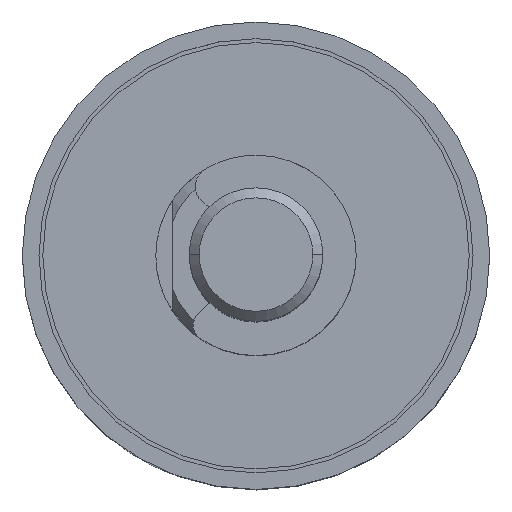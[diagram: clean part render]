
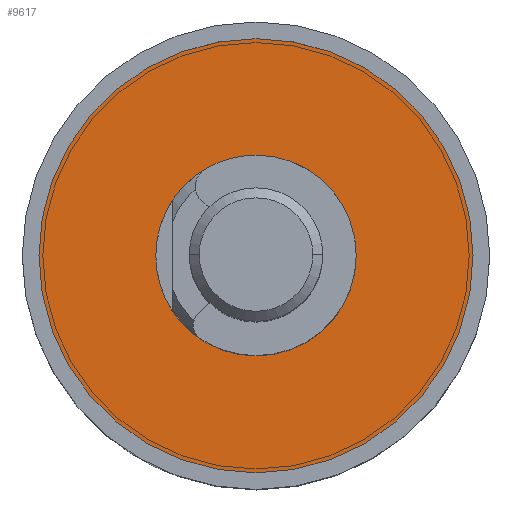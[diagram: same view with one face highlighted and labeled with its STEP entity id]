
A CAD part, top view. The second image highlights one B-rep face of the part: STEP entity #9617.
In plain terms, the highlighted planar face has unit normal (0, 0, 1).
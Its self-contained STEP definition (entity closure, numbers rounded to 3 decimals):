
#92 = DIRECTION ( 'NONE',  ( -1., 0., 0. ) ) ;
#613 = VERTEX_POINT ( 'NONE', #3481 ) ;
#652 = AXIS2_PLACEMENT_3D ( 'NONE', #5042, #4902, #92 ) ;
#998 = PLANE ( 'NONE',  #4478 ) ;
#1139 = DIRECTION ( 'NONE',  ( 1., 0., 0. ) ) ;
#1198 = CARTESIAN_POINT ( 'NONE',  ( -6.5, 0., 0.5 ) ) ;
#1710 = FACE_BOUND ( 'NONE', #7356, .T. ) ;
#1793 = EDGE_CURVE ( 'NONE', #9980, #613, #2341, .T. ) ;
#2070 = EDGE_CURVE ( 'NONE', #9355, #8952, #3482, .T. ) ;
#2341 = CIRCLE ( 'NONE', #3837, 3. ) ;
#2364 = EDGE_LOOP ( 'NONE', ( #6198, #3734 ) ) ;
#2907 = DIRECTION ( 'NONE',  ( -1., 0., 0. ) ) ;
#3042 = CARTESIAN_POINT ( 'NONE',  ( 0., 0., 0.5 ) ) ;
#3200 = CARTESIAN_POINT ( 'NONE',  ( 3., 0., 0.5 ) ) ;
#3481 = CARTESIAN_POINT ( 'NONE',  ( -3., 0., 0.5 ) ) ;
#3482 = CIRCLE ( 'NONE', #8245, 6.5 ) ;
#3600 = CARTESIAN_POINT ( 'NONE',  ( 3., 0., 0.5 ) ) ;
#3690 = DIRECTION ( 'NONE',  ( 0., 0., -1. ) ) ;
#3734 = ORIENTED_EDGE ( 'NONE', *, *, #4399, .T. ) ;
#3837 = AXIS2_PLACEMENT_3D ( 'NONE', #7450, #3690, #2907 ) ;
#4237 = DIRECTION ( 'NONE',  ( 0., 0., 1. ) ) ;
#4399 = EDGE_CURVE ( 'NONE', #8952, #9355, #4703, .T. ) ;
#4478 = AXIS2_PLACEMENT_3D ( 'NONE', #3600, #4237, #1139 ) ;
#4703 = CIRCLE ( 'NONE', #8410, 6.5 ) ;
#4902 = DIRECTION ( 'NONE',  ( 0., 0., -1. ) ) ;
#5042 = CARTESIAN_POINT ( 'NONE',  ( 0., 0., 0.5 ) ) ;
#5177 = CARTESIAN_POINT ( 'NONE',  ( 6.5, 0., 0.5 ) ) ;
#6198 = ORIENTED_EDGE ( 'NONE', *, *, #2070, .T. ) ;
#6380 = ORIENTED_EDGE ( 'NONE', *, *, #10007, .T. ) ;
#6393 = DIRECTION ( 'NONE',  ( 1., 0., 0. ) ) ;
#7114 = DIRECTION ( 'NONE',  ( 0., 0., 1. ) ) ;
#7120 = FACE_OUTER_BOUND ( 'NONE', #2364, .T. ) ;
#7218 = DIRECTION ( 'NONE',  ( 0., 0., 1. ) ) ;
#7356 = EDGE_LOOP ( 'NONE', ( #6380, #9294 ) ) ;
#7450 = CARTESIAN_POINT ( 'NONE',  ( 0., 0., 0.5 ) ) ;
#8245 = AXIS2_PLACEMENT_3D ( 'NONE', #9684, #7218, #6393 ) ;
#8410 = AXIS2_PLACEMENT_3D ( 'NONE', #3042, #7114, #9575 ) ;
#8952 = VERTEX_POINT ( 'NONE', #1198 ) ;
#9294 = ORIENTED_EDGE ( 'NONE', *, *, #1793, .T. ) ;
#9355 = VERTEX_POINT ( 'NONE', #5177 ) ;
#9575 = DIRECTION ( 'NONE',  ( 1., 0., 0. ) ) ;
#9617 = ADVANCED_FACE ( 'NONE', ( #1710, #7120 ), #998, .T. ) ;
#9684 = CARTESIAN_POINT ( 'NONE',  ( 0., 0., 0.5 ) ) ;
#9980 = VERTEX_POINT ( 'NONE', #3200 ) ;
#10007 = EDGE_CURVE ( 'NONE', #613, #9980, #10395, .T. ) ;
#10395 = CIRCLE ( 'NONE', #652, 3. ) ;
